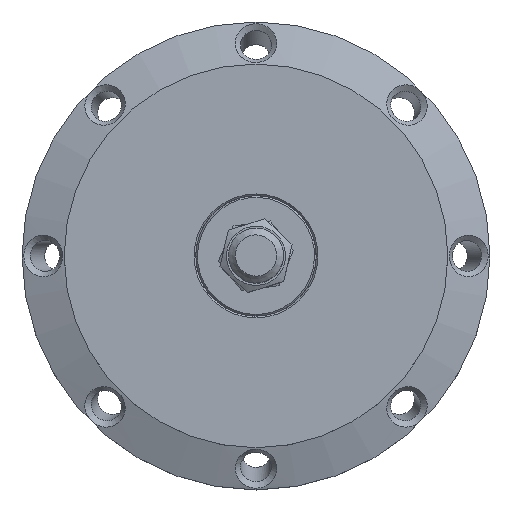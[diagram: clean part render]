
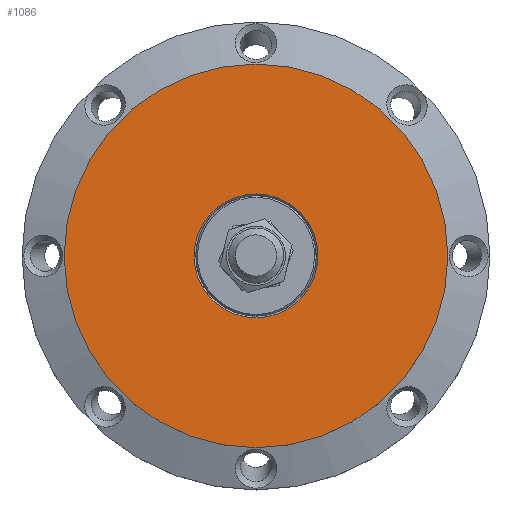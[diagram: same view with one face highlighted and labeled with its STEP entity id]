
A CAD part, top view. The second image highlights one B-rep face of the part: STEP entity #1086.
In plain terms, the highlighted planar face has unit normal (0, 0, 1).
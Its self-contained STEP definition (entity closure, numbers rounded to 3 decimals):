
#130=PLANE('',#1175);
#158=CIRCLE('',#1172,18.);
#160=CIRCLE('',#1176,55.75);
#250=FACE_BOUND('',#432,.T.);
#327=FACE_OUTER_BOUND('',#431,.T.);
#431=EDGE_LOOP('',(#855));
#432=EDGE_LOOP('',(#856));
#570=VERTEX_POINT('',#2864);
#572=VERTEX_POINT('',#2870);
#683=EDGE_CURVE('',#570,#570,#158,.T.);
#685=EDGE_CURVE('',#572,#572,#160,.T.);
#855=ORIENTED_EDGE('',*,*,#685,.F.);
#856=ORIENTED_EDGE('',*,*,#683,.F.);
#1086=ADVANCED_FACE('',(#327,#250),#130,.T.);
#1172=AXIS2_PLACEMENT_3D('',#2865,#1328,#1329);
#1175=AXIS2_PLACEMENT_3D('',#2869,#1334,#1335);
#1176=AXIS2_PLACEMENT_3D('',#2871,#1336,#1337);
#1328=DIRECTION('center_axis',(0.,0.,1.));
#1329=DIRECTION('ref_axis',(0.,-1.,0.));
#1334=DIRECTION('center_axis',(0.,0.,1.));
#1335=DIRECTION('ref_axis',(1.,0.,0.));
#1336=DIRECTION('center_axis',(0.,0.,-1.));
#1337=DIRECTION('ref_axis',(0.,1.,0.));
#2864=CARTESIAN_POINT('',(0.,18.,22.));
#2865=CARTESIAN_POINT('Origin',(0.,0.,22.));
#2869=CARTESIAN_POINT('Origin',(0.,36.625,22.));
#2870=CARTESIAN_POINT('',(0.,55.75,22.));
#2871=CARTESIAN_POINT('Origin',(0.,0.,22.));
